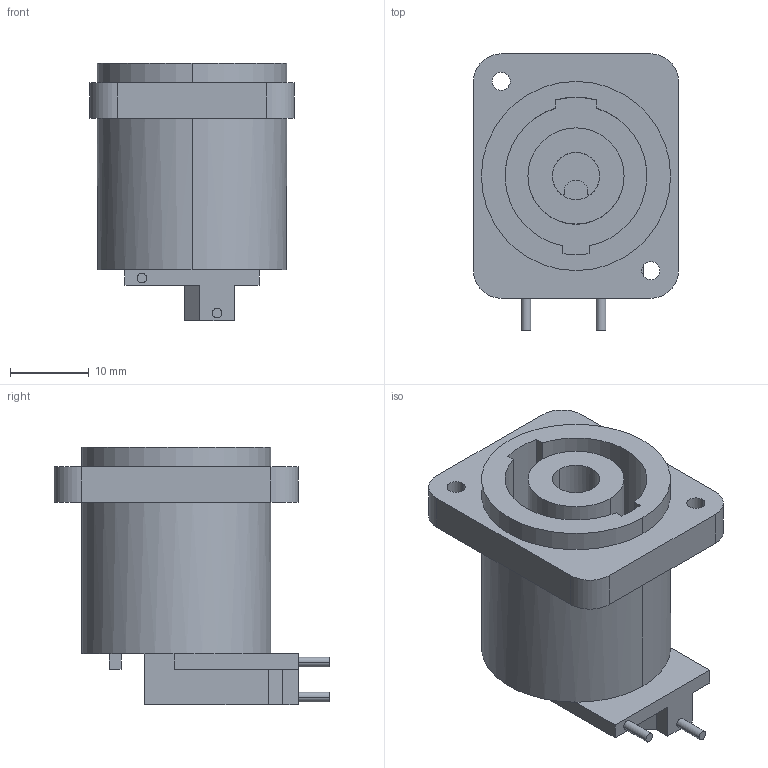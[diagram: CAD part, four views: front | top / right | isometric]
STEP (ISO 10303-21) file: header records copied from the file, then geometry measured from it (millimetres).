
FILE_DESCRIPTION((''),'2;1');
FILE_NAME('D-NL2MD-H','2015-07-24T',('odo'),(''),'PRO/ENGINEER BY PARAMETRIC TECHNOLOGY CORPORATION, 2011310','PRO/ENGINEER BY PARAMETRIC TECHNOLOGY CORPORATION, 2011310','');
FILE_SCHEMA(('AUTOMOTIVE_DESIGN_CC2 { 1 2 10303 214 -1 1 5 2 }'));
Length unit declared in the file: millimetre
Products named in the file (1): D-NL2MD-H
Bounding box: 26 x 35 x 32.7 mm (x, y, z)
Volume: 10629.7 mm3; surface area: 6800 mm2
Topology: 1 solids, 1 shells, 71 faces, 180 edges, 119 vertices
Faces by surface type: plane 42, cylinder 29
Entity records: 2384 total; most frequent: DIRECTION 385, CARTESIAN_POINT 370, ORIENTED_EDGE 360, COLOUR_RGB 209, EDGE_CURVE 180, AXIS2_PLACEMENT_3D 134, VERTEX_POINT 119, VECTOR 117
